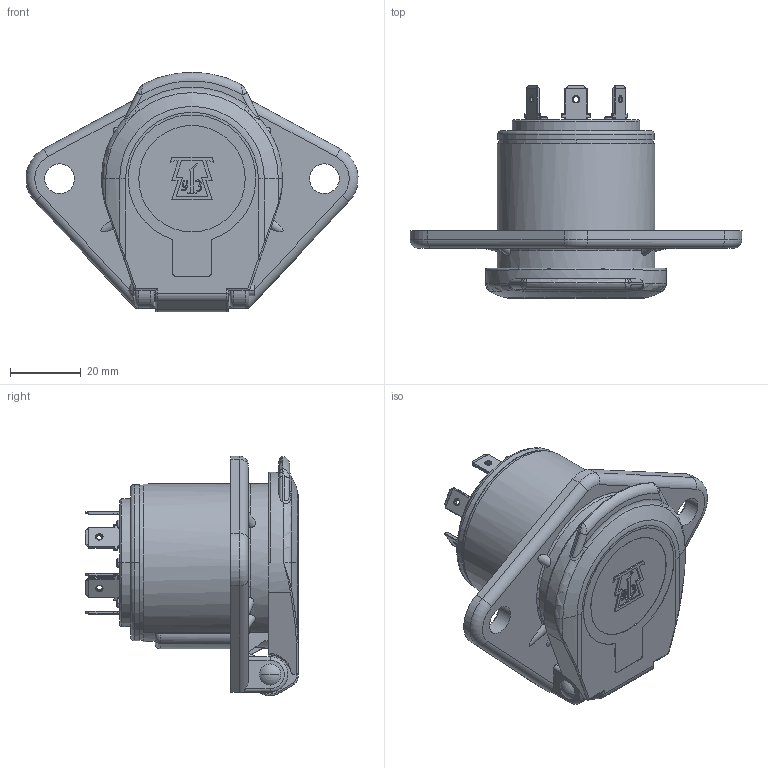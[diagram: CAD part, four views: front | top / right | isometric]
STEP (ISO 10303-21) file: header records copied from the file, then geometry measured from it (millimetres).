
FILE_DESCRIPTION((''),'2;1');
FILE_NAME('111140_SW0001','2020-12-04T13:12:26',('teru'),(''),'CREO PARAMETRIC BY PTC INC, 2017380','CREO PARAMETRIC BY PTC INC, 2017380','');
FILE_SCHEMA(('CONFIG_CONTROL_DESIGN'));
Length unit declared in the file: millimetre
Products named in the file (1): 111140_SW0001
Bounding box: 93.54 x 60.2 x 67.5 mm (x, y, z)
Volume: 89256.2 mm3; surface area: 26597.6 mm2
Topology: 2 solids, 2 shells, 894 faces, 2341 edges, 1464 vertices
Faces by surface type: plane 354, cylinder 347, torus 139, cone 29, bspline 21, sphere 4
Entity records: 30987 total; most frequent: CARTESIAN_POINT 9052, ORIENTED_EDGE 4674, DIRECTION 4523, EDGE_CURVE 2337, AXIS2_PLACEMENT_3D 1652, VERTEX_POINT 1464, VECTOR 1219, LINE 1219
